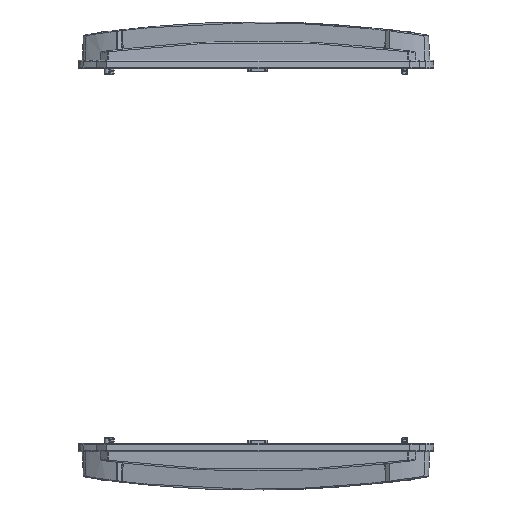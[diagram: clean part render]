
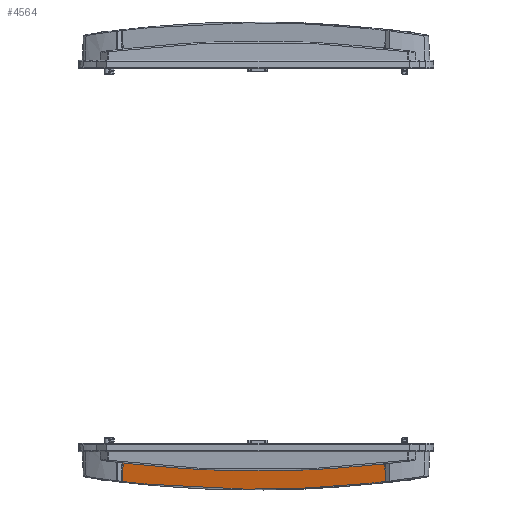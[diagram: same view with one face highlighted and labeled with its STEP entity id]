
A CAD part, front view. The second image highlights one B-rep face of the part: STEP entity #4564.
In plain terms, the highlighted planar face has unit normal (-0.173, -0.984, -0.052).
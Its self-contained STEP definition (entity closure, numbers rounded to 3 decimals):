
#4469=CARTESIAN_POINT('',(66.85,4.203,-116.695));
#4470=DIRECTION('',(0.173,0.983,0.052));
#4471=DIRECTION('',(0.,-0.053,0.999));
#4472=AXIS2_PLACEMENT_3D('',#4469,#4470,#4471);
#4473=PLANE('',#4472);
#4474=CARTESIAN_POINT('',(-70.692,28.602,-119.448));
#4475=VERTEX_POINT('',#4474);
#4476=CARTESIAN_POINT('',(-56.469,26.175,-120.963));
#4477=VERTEX_POINT('',#4476);
#4478=CARTESIAN_POINT('',(-7.362,-14.251,475.974));
#4479=DIRECTION('',(-0.173,-0.983,-0.052));
#4480=DIRECTION('',(0.009,0.052,-0.999));
#4481=AXIS2_PLACEMENT_3D('',#4478,#4479,#4480);
#4482=ELLIPSE('',#4481,600.323,599.5);
#4483=EDGE_CURVE('',#4475,#4477,#4482,.T.);
#4484=ORIENTED_EDGE('',*,*,#4483,.T.);
#4485=CARTESIAN_POINT('',(56.536,6.228,-120.579));
#4486=VERTEX_POINT('',#4485);
#4487=CARTESIAN_POINT('',(-7.362,-14.251,475.974));
#4488=DIRECTION('',(-0.173,-0.983,-0.052));
#4489=DIRECTION('',(0.009,0.052,-0.999));
#4490=AXIS2_PLACEMENT_3D('',#4487,#4488,#4489);
#4491=ELLIPSE('',#4490,600.323,599.5);
#4492=EDGE_CURVE('',#4477,#4486,#4491,.T.);
#4493=ORIENTED_EDGE('',*,*,#4492,.T.);
#4494=CARTESIAN_POINT('',(66.806,4.357,-119.448));
#4495=VERTEX_POINT('',#4494);
#4496=CARTESIAN_POINT('',(-7.362,-14.251,475.974));
#4497=DIRECTION('',(-0.173,-0.983,-0.052));
#4498=DIRECTION('',(0.009,0.052,-0.999));
#4499=AXIS2_PLACEMENT_3D('',#4496,#4497,#4498);
#4500=ELLIPSE('',#4499,600.323,599.5);
#4501=EDGE_CURVE('',#4486,#4495,#4500,.T.);
#4502=ORIENTED_EDGE('',*,*,#4501,.T.);
#4503=CARTESIAN_POINT('',(66.809,4.357,-119.447));
#4504=VERTEX_POINT('',#4503);
#4505=CARTESIAN_POINT('',(-7.362,-14.251,475.974));
#4506=DIRECTION('',(0.173,0.983,0.052));
#4507=DIRECTION('',(0.009,0.052,-0.999));
#4508=AXIS2_PLACEMENT_3D('',#4505,#4506,#4507);
#4509=ELLIPSE('',#4508,600.323,599.5);
#4510=EDGE_CURVE('',#4504,#4495,#4509,.T.);
#4511=ORIENTED_EDGE('',*,*,#4510,.F.);
#4512=CARTESIAN_POINT('',(66.802,4.355,-119.389));
#4513=VERTEX_POINT('',#4512);
#4514=CARTESIAN_POINT('',(67.294,4.267,-119.363));
#4515=DIRECTION('',(0.173,0.983,0.052));
#4516=DIRECTION('',(0.009,0.052,-0.999));
#4517=AXIS2_PLACEMENT_3D('',#4514,#4515,#4516);
#4518=ELLIPSE('',#4517,0.501,0.5);
#4519=EDGE_CURVE('',#4504,#4513,#4518,.T.);
#4520=ORIENTED_EDGE('',*,*,#4519,.T.);
#4521=CARTESIAN_POINT('',(66.252,3.97,-110.331));
#4522=VERTEX_POINT('',#4521);
#4523=CARTESIAN_POINT('',(66.252,3.97,-110.331));
#4524=DIRECTION('',(0.061,0.042,-0.997));
#4525=VECTOR('',#4524,9.083);
#4526=LINE('',#4523,#4525);
#4527=EDGE_CURVE('',#4513,#4522,#4526,.F.);
#4528=ORIENTED_EDGE('',*,*,#4527,.T.);
#4529=CARTESIAN_POINT('',(-70.285,28.02,-109.869));
#4530=VERTEX_POINT('',#4529);
#4531=CARTESIAN_POINT('',(0.,-16.083,486.0));
#4532=DIRECTION('',(0.173,0.983,0.052));
#4533=DIRECTION('',(0.942,-0.181,0.284));
#4534=AXIS2_PLACEMENT_3D('',#4531,#4532,#4533);
#4535=ELLIPSE('',#4534,610.092,600.0);
#4536=EDGE_CURVE('',#4522,#4530,#4535,.T.);
#4537=ORIENTED_EDGE('',*,*,#4536,.T.);
#4538=CARTESIAN_POINT('',(-70.69,28.598,-119.389));
#4539=VERTEX_POINT('',#4538);
#4540=CARTESIAN_POINT('',(-70.285,28.02,-109.869));
#4541=DIRECTION('',(-0.042,0.061,-0.997));
#4542=VECTOR('',#4541,9.546);
#4543=LINE('',#4540,#4542);
#4544=EDGE_CURVE('',#4539,#4530,#4543,.F.);
#4545=ORIENTED_EDGE('',*,*,#4544,.F.);
#4546=CARTESIAN_POINT('',(-70.696,28.602,-119.447));
#4547=VERTEX_POINT('',#4546);
#4548=CARTESIAN_POINT('',(-71.182,28.684,-119.363));
#4549=DIRECTION('',(0.173,0.983,0.052));
#4550=DIRECTION('',(0.009,0.052,-0.999));
#4551=AXIS2_PLACEMENT_3D('',#4548,#4549,#4550);
#4552=ELLIPSE('',#4551,0.501,0.5);
#4553=EDGE_CURVE('',#4539,#4547,#4552,.T.);
#4554=ORIENTED_EDGE('',*,*,#4553,.T.);
#4555=CARTESIAN_POINT('',(-7.362,-14.251,475.974));
#4556=DIRECTION('',(-0.173,-0.983,-0.052));
#4557=DIRECTION('',(0.009,0.052,-0.999));
#4558=AXIS2_PLACEMENT_3D('',#4555,#4556,#4557);
#4559=ELLIPSE('',#4558,600.323,599.5);
#4560=EDGE_CURVE('',#4547,#4475,#4559,.T.);
#4561=ORIENTED_EDGE('',*,*,#4560,.T.);
#4562=EDGE_LOOP('',(#4484,#4493,#4502,#4511,#4520,#4528,#4537,#4545,#4554,#4561));
#4563=FACE_OUTER_BOUND('',#4562,.T.);
#4564=ADVANCED_FACE('',(#4563),#4473,.F.);
